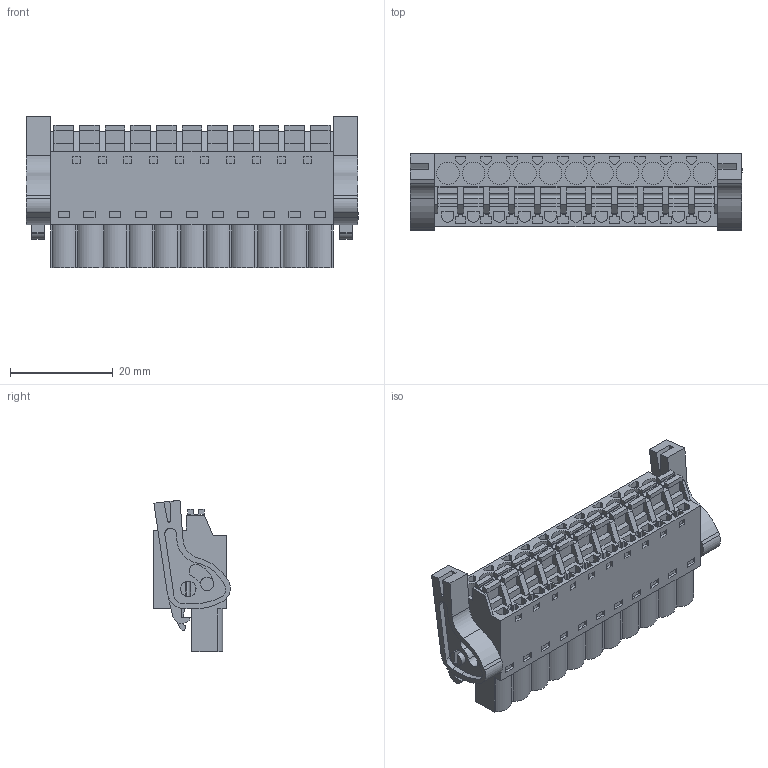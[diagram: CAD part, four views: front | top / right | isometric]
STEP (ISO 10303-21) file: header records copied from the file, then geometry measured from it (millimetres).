
FILE_DESCRIPTION(('CATIA V5 STEP Exchange','CAx-IF Rec.Pracs.--- Model Styling and Organization---1.2---2011-12-15'),'2;1');
FILE_NAME ('D1446683_0_1016440000_1016440000.stp','2017-04-27T13:16:58+00:00',('none'),('Weidmueller'),'CATIA Version 5-6 Release 2014','CATIA V5 STEP AP214','none');
FILE_SCHEMA(('AUTOMOTIVE_DESIGN { 1 0 10303 214 1 1 1 1 }'));
Length unit declared in the file: millimetre
Products named in the file (1): 1016440000
Bounding box: 64.7 x 14.96 x 29.52 mm (x, y, z)
Volume: 14899.4 mm3; surface area: 9160.3 mm2
Topology: 14 solids, 14 shells, 1043 faces, 3006 edges, 2088 vertices
Faces by surface type: plane 892, cylinder 147, extrusion 4
Entity records: 32432 total; most frequent: CARTESIAN_POINT 6141, ORIENTED_EDGE 6012, DIRECTION 4359, EDGE_CURVE 3006, VECTOR 2671, LINE 2667, VERTEX_POINT 2088, EDGE_LOOP 1168
